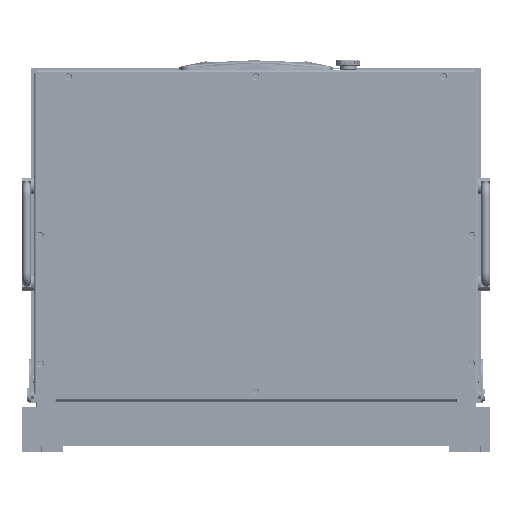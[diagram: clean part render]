
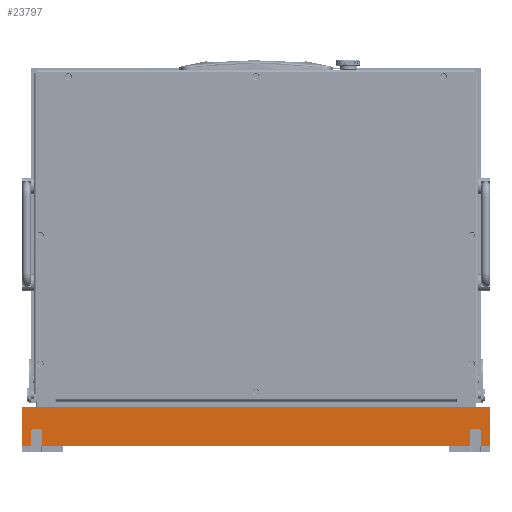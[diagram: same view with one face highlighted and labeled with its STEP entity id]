
A CAD part, front view. The second image highlights one B-rep face of the part: STEP entity #23797.
In plain terms, the highlighted planar face has unit normal (0, -1, 0).
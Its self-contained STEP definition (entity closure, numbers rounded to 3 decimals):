
#896 = CIRCLE ( 'NONE', #24733, 3. ) ;
#7989 = LINE ( 'NONE', #218331, #91137 ) ;
#11222 = CARTESIAN_POINT ( 'NONE',  ( -224., -4., 2. ) ) ;
#12630 = EDGE_CURVE ( 'NONE', #203052, #21638, #220485, .T. ) ;
#12668 = AXIS2_PLACEMENT_3D ( 'NONE', #140694, #198861, #68902 ) ;
#17815 = ORIENTED_EDGE ( 'NONE', *, *, #101517, .F. ) ;
#19425 = CARTESIAN_POINT ( 'NONE',  ( -221., -4., 5. ) ) ;
#21543 = LINE ( 'NONE', #79631, #114499 ) ;
#21638 = VERTEX_POINT ( 'NONE', #30757 ) ;
#23797 = ADVANCED_FACE ( 'NONE', ( #118052 ), #212093, .T. ) ;
#24733 = AXIS2_PLACEMENT_3D ( 'NONE', #96469, #170747, #173178 ) ;
#25192 = DIRECTION ( 'NONE',  ( -1., 0., 0. ) ) ;
#26019 = VECTOR ( 'NONE', #164587, 1000. ) ;
#26750 = EDGE_CURVE ( 'NONE', #80183, #219296, #127293, .T. ) ;
#27838 = ORIENTED_EDGE ( 'NONE', *, *, #226162, .F. ) ;
#28757 = CARTESIAN_POINT ( 'NONE',  ( -233., -4., 20. ) ) ;
#29384 = LINE ( 'NONE', #216227, #222059 ) ;
#30757 = CARTESIAN_POINT ( 'NONE',  ( 242., -4., 20. ) ) ;
#31205 = VECTOR ( 'NONE', #73176, 1000. ) ;
#33344 = CARTESIAN_POINT ( 'NONE',  ( 221., -4., 5. ) ) ;
#35995 = EDGE_CURVE ( 'NONE', #193940, #148678, #139952, .T. ) ;
#36040 = CARTESIAN_POINT ( 'NONE',  ( -242., -4., 20. ) ) ;
#40544 = VERTEX_POINT ( 'NONE', #215334 ) ;
#40852 = CARTESIAN_POINT ( 'NONE',  ( 242., -4., -20. ) ) ;
#45123 = DIRECTION ( 'NONE',  ( 0., 0., 1. ) ) ;
#48057 = AXIS2_PLACEMENT_3D ( 'NONE', #132479, #79211, #75584 ) ;
#49651 = EDGE_CURVE ( 'NONE', #57778, #185631, #896, .T. ) ;
#50692 = CARTESIAN_POINT ( 'NONE',  ( 233., -4., 5. ) ) ;
#50756 = CARTESIAN_POINT ( 'NONE',  ( -242., -4., 20. ) ) ;
#54560 = DIRECTION ( 'NONE',  ( 0., 0., -1. ) ) ;
#57778 = VERTEX_POINT ( 'NONE', #50692 ) ;
#59574 = VERTEX_POINT ( 'NONE', #40852 ) ;
#59810 = VECTOR ( 'NONE', #179635, 1000. ) ;
#59940 = CARTESIAN_POINT ( 'NONE',  ( 242., -4., -20. ) ) ;
#65673 = ORIENTED_EDGE ( 'NONE', *, *, #35995, .T. ) ;
#66286 = CARTESIAN_POINT ( 'NONE',  ( -230., -4., 2. ) ) ;
#67004 = VECTOR ( 'NONE', #158211, 1000. ) ;
#68232 = CARTESIAN_POINT ( 'NONE',  ( -242., -4., 20. ) ) ;
#68256 = CARTESIAN_POINT ( 'NONE',  ( -242., -4., -20. ) ) ;
#68902 = DIRECTION ( 'NONE',  ( 0., 0., 1. ) ) ;
#70439 = VECTOR ( 'NONE', #153989, 1000. ) ;
#73176 = DIRECTION ( 'NONE',  ( 1., 0., 0. ) ) ;
#73198 = ORIENTED_EDGE ( 'NONE', *, *, #236302, .T. ) ;
#74668 = DIRECTION ( 'NONE',  ( 0., 0., -1. ) ) ;
#75584 = DIRECTION ( 'NONE',  ( 0., 0., -1. ) ) ;
#78832 = VERTEX_POINT ( 'NONE', #192997 ) ;
#79211 = DIRECTION ( 'NONE',  ( 0., 1., 0. ) ) ;
#79631 = CARTESIAN_POINT ( 'NONE',  ( 230., -4., 2. ) ) ;
#80183 = VERTEX_POINT ( 'NONE', #165862 ) ;
#82586 = ORIENTED_EDGE ( 'NONE', *, *, #178621, .T. ) ;
#83452 = EDGE_LOOP ( 'NONE', ( #65673, #27838, #177759, #17815, #182054, #223609, #103483, #104334, #159676, #93304, #160413, #145498, #145844, #73198, #230795, #82586 ) ) ;
#90294 = LINE ( 'NONE', #50756, #26019 ) ;
#91137 = VECTOR ( 'NONE', #45123, 1000. ) ;
#93304 = ORIENTED_EDGE ( 'NONE', *, *, #26750, .T. ) ;
#96000 = EDGE_CURVE ( 'NONE', #219296, #40544, #29384, .T. ) ;
#96469 = CARTESIAN_POINT ( 'NONE',  ( 230., -4., 5. ) ) ;
#101517 = EDGE_CURVE ( 'NONE', #59574, #123601, #117281, .T. ) ;
#102485 = CARTESIAN_POINT ( 'NONE',  ( -221., -4., 20. ) ) ;
#103483 = ORIENTED_EDGE ( 'NONE', *, *, #177403, .T. ) ;
#104267 = VECTOR ( 'NONE', #221593, 1000. ) ;
#104334 = ORIENTED_EDGE ( 'NONE', *, *, #49651, .T. ) ;
#105045 = VECTOR ( 'NONE', #212519, 1000. ) ;
#106490 = VERTEX_POINT ( 'NONE', #66286 ) ;
#114499 = VECTOR ( 'NONE', #25192, 1000. ) ;
#117281 = LINE ( 'NONE', #216203, #105045 ) ;
#118052 = FACE_OUTER_BOUND ( 'NONE', #83452, .T. ) ;
#123153 = CIRCLE ( 'NONE', #48057, 3. ) ;
#123601 = VERTEX_POINT ( 'NONE', #68256 ) ;
#124657 = LINE ( 'NONE', #221182, #190777 ) ;
#127293 = CIRCLE ( 'NONE', #12668, 3. ) ;
#132302 = EDGE_CURVE ( 'NONE', #78832, #162366, #156984, .T. ) ;
#132479 = CARTESIAN_POINT ( 'NONE',  ( -224., -4., 5. ) ) ;
#132538 = EDGE_CURVE ( 'NONE', #185631, #80183, #21543, .T. ) ;
#135359 = DIRECTION ( 'NONE',  ( 0., -1., 0. ) ) ;
#139952 = LINE ( 'NONE', #185665, #104267 ) ;
#140694 = CARTESIAN_POINT ( 'NONE',  ( 224., -4., 5. ) ) ;
#144926 = DIRECTION ( 'NONE',  ( 0., 1., 0. ) ) ;
#145498 = ORIENTED_EDGE ( 'NONE', *, *, #219517, .F. ) ;
#145844 = ORIENTED_EDGE ( 'NONE', *, *, #132302, .T. ) ;
#148678 = VERTEX_POINT ( 'NONE', #28757 ) ;
#152725 = DIRECTION ( 'NONE',  ( 0., 0., -1. ) ) ;
#153989 = DIRECTION ( 'NONE',  ( 0., 0., -1. ) ) ;
#156984 = LINE ( 'NONE', #102485, #67004 ) ;
#158211 = DIRECTION ( 'NONE',  ( 0., 0., -1. ) ) ;
#159191 = CARTESIAN_POINT ( 'NONE',  ( -233., -4., 5. ) ) ;
#159676 = ORIENTED_EDGE ( 'NONE', *, *, #132538, .T. ) ;
#160413 = ORIENTED_EDGE ( 'NONE', *, *, #96000, .T. ) ;
#162366 = VERTEX_POINT ( 'NONE', #19425 ) ;
#164587 = DIRECTION ( 'NONE',  ( 1., 0., 0. ) ) ;
#165862 = CARTESIAN_POINT ( 'NONE',  ( 224., -4., 2. ) ) ;
#167140 = CARTESIAN_POINT ( 'NONE',  ( -230., -4., 5. ) ) ;
#167172 = CARTESIAN_POINT ( 'NONE',  ( -242., -4., 20. ) ) ;
#168728 = CARTESIAN_POINT ( 'NONE',  ( 230., -4., 2. ) ) ;
#170036 = AXIS2_PLACEMENT_3D ( 'NONE', #59940, #135359, #152725 ) ;
#170747 = DIRECTION ( 'NONE',  ( 0., 1., 0. ) ) ;
#171333 = CARTESIAN_POINT ( 'NONE',  ( 233., -4., 20. ) ) ;
#173178 = DIRECTION ( 'NONE',  ( 0., 0., 1. ) ) ;
#177403 = EDGE_CURVE ( 'NONE', #203052, #57778, #231951, .T. ) ;
#177759 = ORIENTED_EDGE ( 'NONE', *, *, #235205, .F. ) ;
#178621 = EDGE_CURVE ( 'NONE', #106490, #193940, #208900, .T. ) ;
#179635 = DIRECTION ( 'NONE',  ( 1., 0., 0. ) ) ;
#182054 = ORIENTED_EDGE ( 'NONE', *, *, #185653, .F. ) ;
#185631 = VERTEX_POINT ( 'NONE', #168728 ) ;
#185653 = EDGE_CURVE ( 'NONE', #21638, #59574, #189726, .T. ) ;
#185665 = CARTESIAN_POINT ( 'NONE',  ( -233., -4., 20. ) ) ;
#189726 = LINE ( 'NONE', #244247, #198133 ) ;
#190777 = VECTOR ( 'NONE', #236113, 1000. ) ;
#192997 = CARTESIAN_POINT ( 'NONE',  ( -221., -4., 20. ) ) ;
#193940 = VERTEX_POINT ( 'NONE', #159191 ) ;
#198133 = VECTOR ( 'NONE', #74668, 1000. ) ;
#198178 = LINE ( 'NONE', #68232, #59810 ) ;
#198861 = DIRECTION ( 'NONE',  ( 0., 1., 0. ) ) ;
#203052 = VERTEX_POINT ( 'NONE', #232225 ) ;
#207662 = VERTEX_POINT ( 'NONE', #11222 ) ;
#208900 = CIRCLE ( 'NONE', #220805, 3. ) ;
#212093 = PLANE ( 'NONE',  #170036 ) ;
#212519 = DIRECTION ( 'NONE',  ( -1., 0., 0. ) ) ;
#215334 = CARTESIAN_POINT ( 'NONE',  ( 221., -4., 20. ) ) ;
#216203 = CARTESIAN_POINT ( 'NONE',  ( -242., -4., -20. ) ) ;
#216227 = CARTESIAN_POINT ( 'NONE',  ( 221., -4., 20. ) ) ;
#218076 = VERTEX_POINT ( 'NONE', #167172 ) ;
#218331 = CARTESIAN_POINT ( 'NONE',  ( -242., -4., 20. ) ) ;
#219296 = VERTEX_POINT ( 'NONE', #33344 ) ;
#219517 = EDGE_CURVE ( 'NONE', #78832, #40544, #198178, .T. ) ;
#220485 = LINE ( 'NONE', #36040, #31205 ) ;
#220805 = AXIS2_PLACEMENT_3D ( 'NONE', #167140, #144926, #54560 ) ;
#221182 = CARTESIAN_POINT ( 'NONE',  ( -230., -4., 2. ) ) ;
#221593 = DIRECTION ( 'NONE',  ( 0., 0., 1. ) ) ;
#222059 = VECTOR ( 'NONE', #237280, 1000. ) ;
#223609 = ORIENTED_EDGE ( 'NONE', *, *, #12630, .F. ) ;
#226162 = EDGE_CURVE ( 'NONE', #218076, #148678, #90294, .T. ) ;
#230795 = ORIENTED_EDGE ( 'NONE', *, *, #238923, .T. ) ;
#231951 = LINE ( 'NONE', #171333, #70439 ) ;
#232225 = CARTESIAN_POINT ( 'NONE',  ( 233., -4., 20. ) ) ;
#235205 = EDGE_CURVE ( 'NONE', #123601, #218076, #7989, .T. ) ;
#236113 = DIRECTION ( 'NONE',  ( -1., 0., 0. ) ) ;
#236302 = EDGE_CURVE ( 'NONE', #162366, #207662, #123153, .T. ) ;
#237280 = DIRECTION ( 'NONE',  ( 0., 0., 1. ) ) ;
#238923 = EDGE_CURVE ( 'NONE', #207662, #106490, #124657, .T. ) ;
#244247 = CARTESIAN_POINT ( 'NONE',  ( 242., -4., 20. ) ) ;
